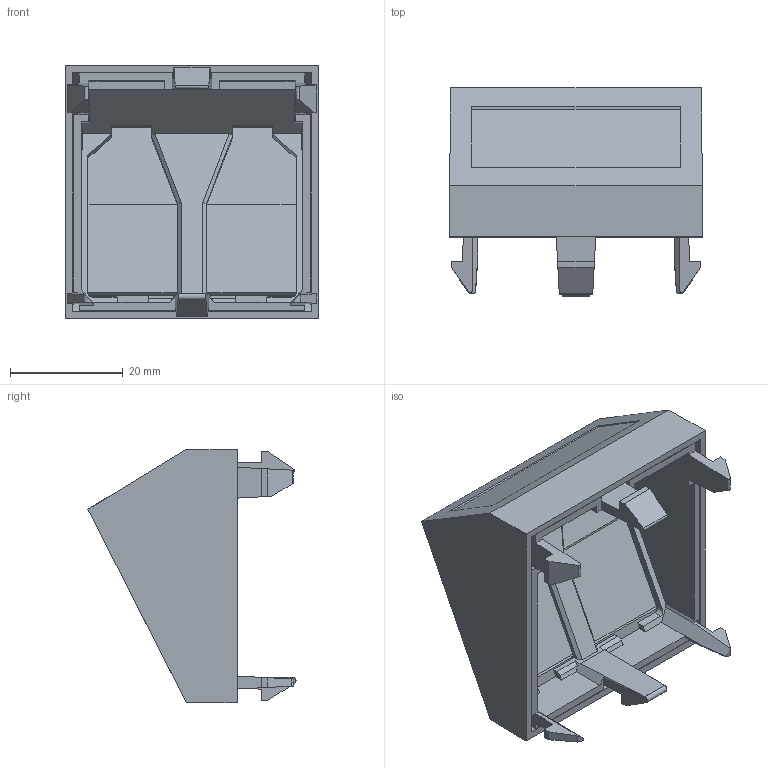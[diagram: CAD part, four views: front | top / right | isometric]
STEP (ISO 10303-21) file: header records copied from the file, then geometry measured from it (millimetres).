
FILE_DESCRIPTION(/* description */ (''),/* implementation_level */ '2;1');
FILE_NAME(/* name */ '6119250',/* time_stamp */ '2016-04-22T08:53:39+02:00',/* author */ (''),/* organization */ (''),/* preprocessor_version */ 'ST-DEVELOPER v15',/* originating_system */ '',/* authorisation */ '');
FILE_SCHEMA (('CONFIG_CONTROL_DESIGN'));
Length unit declared in the file: millimetre
Products named in the file (2): Document; 6119250
Assembly tree (1 placements, depth 2):
  Document
    6119250
Bounding box: 45 x 36.94 x 45 mm (x, y, z)
Volume: 10727.2 mm3; surface area: 18549.3 mm2
Topology: 4 solids, 4 shells, 241 faces, 679 edges, 439 vertices
Faces by surface type: plane 181, bspline 60
Entity records: 7873 total; most frequent: CARTESIAN_POINT 3429, ORIENTED_EDGE 1358, EDGE_CURVE 679, B_SPLINE_CURVE_WITH_KNOTS 494, VERTEX_POINT 439, EDGE_LOOP 244, ADVANCED_FACE 241, FACE_OUTER_BOUND 241
